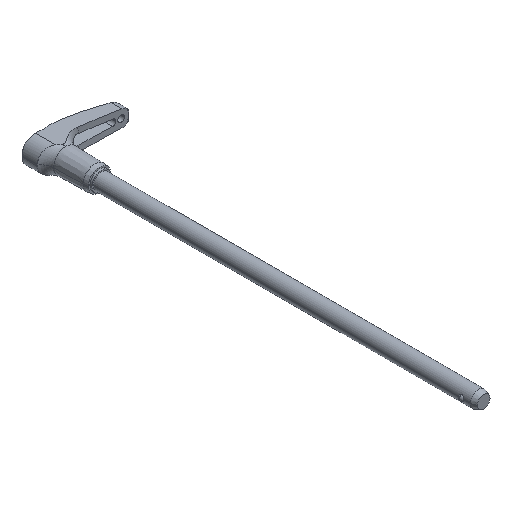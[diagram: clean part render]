
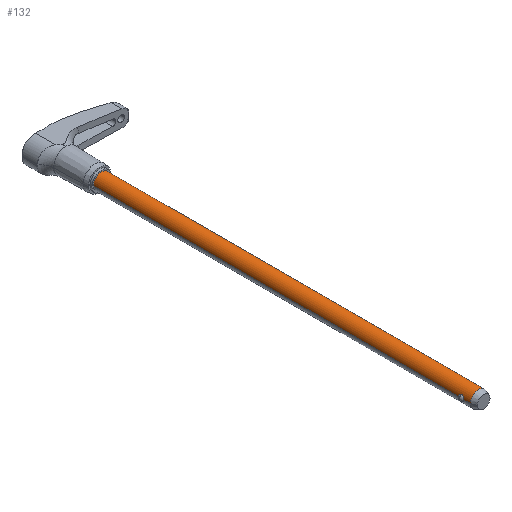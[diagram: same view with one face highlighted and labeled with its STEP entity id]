
A CAD part, isometric view. The second image highlights one B-rep face of the part: STEP entity #132.
In plain terms, the highlighted cylindrical face has radius 3.969 mm (diameter 7.938 mm), a partial arc.
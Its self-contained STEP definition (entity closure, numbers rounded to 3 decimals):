
#132=ADVANCED_FACE('',(#293),#294,.T.);
#293=FACE_OUTER_BOUND('',#485,.T.);
#294=CYLINDRICAL_SURFACE('',#486,3.969);
#485=EDGE_LOOP('',(#824,#825,#826,#827,#828,#829,#830,#831,#832,#833));
#486=AXIS2_PLACEMENT_3D('',#834,#835,#836);
#824=ORIENTED_EDGE('',*,*,#1183,.T.);
#825=ORIENTED_EDGE('',*,*,#1216,.T.);
#826=ORIENTED_EDGE('',*,*,#1278,.T.);
#827=ORIENTED_EDGE('',*,*,#1189,.T.);
#828=ORIENTED_EDGE('',*,*,#1279,.F.);
#829=ORIENTED_EDGE('',*,*,#1187,.T.);
#830=ORIENTED_EDGE('',*,*,#1153,.T.);
#831=ORIENTED_EDGE('',*,*,#1280,.T.);
#832=ORIENTED_EDGE('',*,*,#1185,.T.);
#833=ORIENTED_EDGE('',*,*,#1281,.T.);
#834=CARTESIAN_POINT('',(0.0,-93.091,0.0));
#835=DIRECTION('',(-0.0,1.0,0.0));
#836=DIRECTION('',(1.0,0.0,0.0));
#1153=EDGE_CURVE('',#1373,#1370,#1374,.T.);
#1183=EDGE_CURVE('',#1427,#1428,#1429,.T.);
#1185=EDGE_CURVE('',#1432,#1430,#1433,.T.);
#1187=EDGE_CURVE('',#1435,#1373,#1436,.T.);
#1189=EDGE_CURVE('',#1439,#1437,#1440,.T.);
#1216=EDGE_CURVE('',#1428,#1484,#1486,.T.);
#1278=EDGE_CURVE('',#1484,#1439,#1580,.T.);
#1279=EDGE_CURVE('',#1435,#1437,#1581,.T.);
#1280=EDGE_CURVE('',#1370,#1432,#1582,.T.);
#1281=EDGE_CURVE('',#1430,#1427,#1583,.T.);
#1370=VERTEX_POINT('',#1683);
#1373=VERTEX_POINT('',#1686);
#1374=B_SPLINE_CURVE_WITH_KNOTS('',3,(#1687,#1688,#1689,#1690,#1691,#1692,#1693,#1694,#1695,#1696,#1697,#1698,#1699,#1700),.UNSPECIFIED.,.F.,.F.,(4,2,2,2,2,2,4),(6.251,6.62,6.989,7.207,7.425,7.88,8.335),.UNSPECIFIED.);
#1427=VERTEX_POINT('',#1975);
#1428=VERTEX_POINT('',#1976);
#1429=LINE('',#1977,#1978);
#1430=VERTEX_POINT('',#1979);
#1432=VERTEX_POINT('',#1981);
#1433=LINE('',#1982,#1983);
#1435=VERTEX_POINT('',#1998);
#1436=LINE('',#1999,#2000);
#1437=VERTEX_POINT('',#2001);
#1439=VERTEX_POINT('',#2003);
#1440=LINE('',#2004,#2005);
#1484=VERTEX_POINT('',#2239);
#1486=B_SPLINE_CURVE_WITH_KNOTS('',3,(#2241,#2242,#2243,#2244,#2245,#2246,#2247,#2248,#2249,#2250,#2251,#2252,#2253,#2254),.UNSPECIFIED.,.F.,.F.,(4,2,2,2,2,2,4),(2.084,2.453,2.822,3.04,3.257,3.712,4.167),.UNSPECIFIED.);
#1580=B_SPLINE_CURVE_WITH_KNOTS('',3,(#2603,#2604,#2605,#2606,#2607,#2608,#2609,#2610,#2611,#2612,#2613,#2614,#2615,#2616),.UNSPECIFIED.,.F.,.F.,(4,2,2,2,2,2,4),(4.167,4.622,5.077,5.295,5.513,5.882,6.251),.UNSPECIFIED.);
#1581=CIRCLE('',#2617,3.969);
#1582=B_SPLINE_CURVE_WITH_KNOTS('',3,(#2618,#2619,#2620,#2621,#2622,#2623,#2624,#2625,#2626,#2627,#2628,#2629,#2630,#2631),.UNSPECIFIED.,.F.,.F.,(4,2,2,2,2,2,4),(0.0,0.455,0.91,1.128,1.345,1.715,2.084),.UNSPECIFIED.);
#1583=CIRCLE('',#2632,3.969);
#1683=CARTESIAN_POINT('',(-3.7,-179.123,1.435));
#1686=CARTESIAN_POINT('',(-3.969,-177.8,0.));
#1687=CARTESIAN_POINT('',(-3.969,-177.8,0.));
#1688=CARTESIAN_POINT('',(-3.969,-177.8,0.123));
#1689=CARTESIAN_POINT('',(-3.963,-177.815,0.257));
#1690=CARTESIAN_POINT('',(-3.937,-177.879,0.514));
#1691=CARTESIAN_POINT('',(-3.919,-177.928,0.638));
#1692=CARTESIAN_POINT('',(-3.886,-178.021,0.807));
#1693=CARTESIAN_POINT('',(-3.872,-178.064,0.873));
#1694=CARTESIAN_POINT('',(-3.842,-178.16,0.996));
#1695=CARTESIAN_POINT('',(-3.827,-178.213,1.053));
#1696=CARTESIAN_POINT('',(-3.784,-178.376,1.201));
#1697=CARTESIAN_POINT('',(-3.754,-178.512,1.289));
#1698=CARTESIAN_POINT('',(-3.712,-178.81,1.406));
#1699=CARTESIAN_POINT('',(-3.7,-178.972,1.435));
#1700=CARTESIAN_POINT('',(-3.7,-179.123,1.435));
#1975=CARTESIAN_POINT('',(3.969,-183.667,0.0));
#1976=CARTESIAN_POINT('',(3.969,-180.447,0.));
#1977=CARTESIAN_POINT('',(3.969,-93.091,0.));
#1978=VECTOR('',#3002,1.0);
#1979=CARTESIAN_POINT('',(-3.969,-183.667,0.));
#1981=CARTESIAN_POINT('',(-3.969,-180.447,0.));
#1982=CARTESIAN_POINT('',(-3.969,-93.091,0.));
#1983=VECTOR('',#3006,1.0);
#1998=CARTESIAN_POINT('',(-3.969,0.0,0.));
#1999=CARTESIAN_POINT('',(-3.969,-93.091,0.));
#2000=VECTOR('',#3007,1.0);
#2001=CARTESIAN_POINT('',(3.969,0.0,0.0));
#2003=CARTESIAN_POINT('',(3.969,-177.8,0.));
#2004=CARTESIAN_POINT('',(3.969,-93.091,0.));
#2005=VECTOR('',#3011,1.0);
#2239=CARTESIAN_POINT('',(3.7,-179.123,1.435));
#2241=CARTESIAN_POINT('',(3.969,-180.447,0.0));
#2242=CARTESIAN_POINT('',(3.969,-180.447,0.123));
#2243=CARTESIAN_POINT('',(3.963,-180.432,0.257));
#2244=CARTESIAN_POINT('',(3.937,-180.368,0.514));
#2245=CARTESIAN_POINT('',(3.919,-180.318,0.638));
#2246=CARTESIAN_POINT('',(3.886,-180.226,0.807));
#2247=CARTESIAN_POINT('',(3.872,-180.183,0.873));
#2248=CARTESIAN_POINT('',(3.842,-180.087,0.996));
#2249=CARTESIAN_POINT('',(3.827,-180.034,1.053));
#2250=CARTESIAN_POINT('',(3.784,-179.871,1.201));
#2251=CARTESIAN_POINT('',(3.754,-179.734,1.289));
#2252=CARTESIAN_POINT('',(3.712,-179.436,1.406));
#2253=CARTESIAN_POINT('',(3.7,-179.275,1.435));
#2254=CARTESIAN_POINT('',(3.7,-179.123,1.435));
#2603=CARTESIAN_POINT('',(3.7,-179.123,1.435));
#2604=CARTESIAN_POINT('',(3.7,-178.972,1.435));
#2605=CARTESIAN_POINT('',(3.712,-178.81,1.406));
#2606=CARTESIAN_POINT('',(3.754,-178.512,1.289));
#2607=CARTESIAN_POINT('',(3.784,-178.376,1.201));
#2608=CARTESIAN_POINT('',(3.827,-178.213,1.053));
#2609=CARTESIAN_POINT('',(3.842,-178.16,0.996));
#2610=CARTESIAN_POINT('',(3.872,-178.064,0.873));
#2611=CARTESIAN_POINT('',(3.886,-178.021,0.807));
#2612=CARTESIAN_POINT('',(3.919,-177.928,0.638));
#2613=CARTESIAN_POINT('',(3.937,-177.879,0.514));
#2614=CARTESIAN_POINT('',(3.963,-177.815,0.257));
#2615=CARTESIAN_POINT('',(3.969,-177.8,0.123));
#2616=CARTESIAN_POINT('',(3.969,-177.8,0.));
#2617=AXIS2_PLACEMENT_3D('',#3121,#3122,#3123);
#2618=CARTESIAN_POINT('',(-3.7,-179.123,1.435));
#2619=CARTESIAN_POINT('',(-3.7,-179.275,1.435));
#2620=CARTESIAN_POINT('',(-3.712,-179.436,1.406));
#2621=CARTESIAN_POINT('',(-3.754,-179.734,1.289));
#2622=CARTESIAN_POINT('',(-3.784,-179.871,1.201));
#2623=CARTESIAN_POINT('',(-3.827,-180.034,1.053));
#2624=CARTESIAN_POINT('',(-3.842,-180.087,0.996));
#2625=CARTESIAN_POINT('',(-3.872,-180.183,0.873));
#2626=CARTESIAN_POINT('',(-3.886,-180.226,0.807));
#2627=CARTESIAN_POINT('',(-3.919,-180.318,0.638));
#2628=CARTESIAN_POINT('',(-3.937,-180.368,0.514));
#2629=CARTESIAN_POINT('',(-3.963,-180.432,0.257));
#2630=CARTESIAN_POINT('',(-3.969,-180.447,0.123));
#2631=CARTESIAN_POINT('',(-3.969,-180.447,0.));
#2632=AXIS2_PLACEMENT_3D('',#3124,#3125,#3126);
#3002=DIRECTION('',(0.0,1.0,0.0));
#3006=DIRECTION('',(-0.0,-1.0,-0.0));
#3007=DIRECTION('',(-0.0,-1.0,-0.0));
#3011=DIRECTION('',(0.0,1.0,0.0));
#3121=CARTESIAN_POINT('',(0.0,0.0,0.0));
#3122=DIRECTION('',(-0.0,1.0,0.0));
#3123=DIRECTION('',(1.0,0.0,0.0));
#3124=CARTESIAN_POINT('',(0.0,-183.667,0.0));
#3125=DIRECTION('',(0.,1.0,0.0));
#3126=DIRECTION('',(1.0,0.,0.0));
